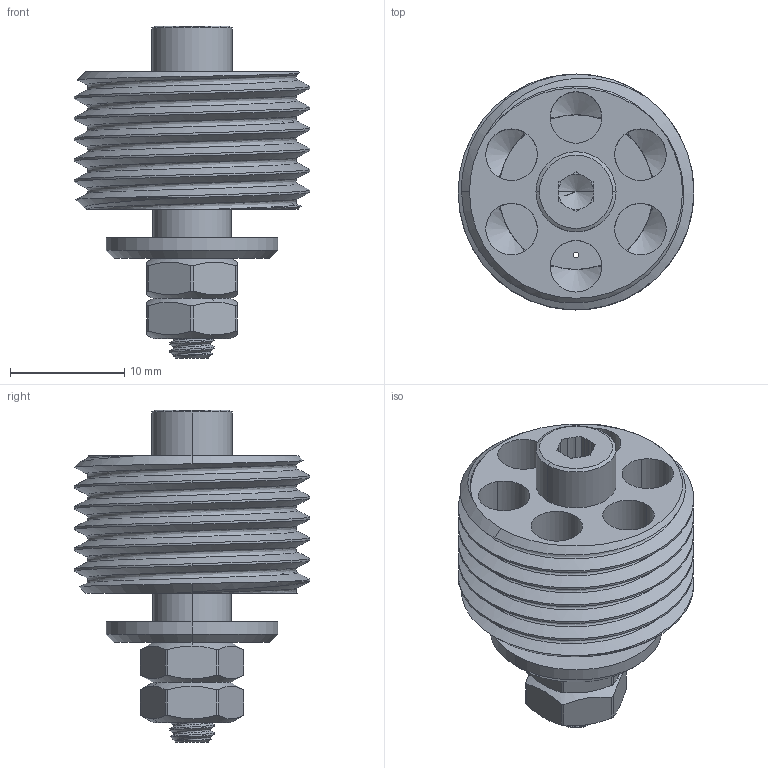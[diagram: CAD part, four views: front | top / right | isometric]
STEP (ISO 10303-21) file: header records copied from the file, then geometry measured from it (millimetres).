
FILE_DESCRIPTION (( 'STEP AP203' ), '1' );
FILE_NAME ('HBG0420.STEP', '2016-05-27T06:29:27', ( '' ), ( '' ), 'SwSTEP 2.0', 'SolidWorks 2012', '' );
FILE_SCHEMA (( 'CONFIG_CONTROL_DESIGN' ));
Length unit declared in the file: millimetre
Products named in the file (1): HBG0420
Bounding box: 20.6 x 20.6 x 29 mm (x, y, z)
Volume: 3249.6 mm3; surface area: 3421.4 mm2
Topology: 1 solids, 1 shells, 151 faces, 411 edges, 261 vertices
Faces by surface type: cylinder 60, plane 44, cone 41, bspline 6
Entity records: 10731 total; most frequent: CARTESIAN_POINT 6981, ORIENTED_EDGE 818, DIRECTION 737, EDGE_CURVE 409, AXIS2_PLACEMENT_3D 293, VERTEX_POINT 261, EDGE_LOOP 166, ADVANCED_FACE 151
